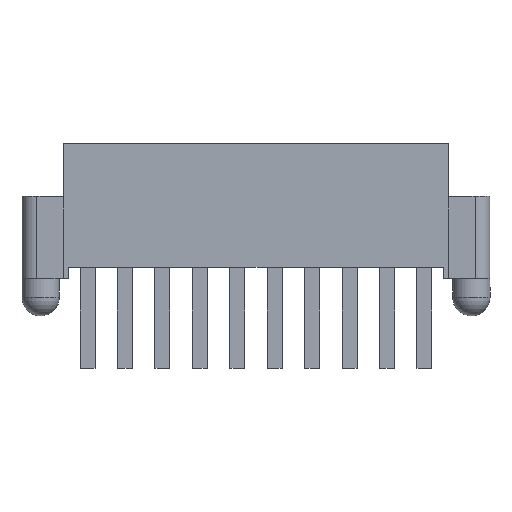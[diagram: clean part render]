
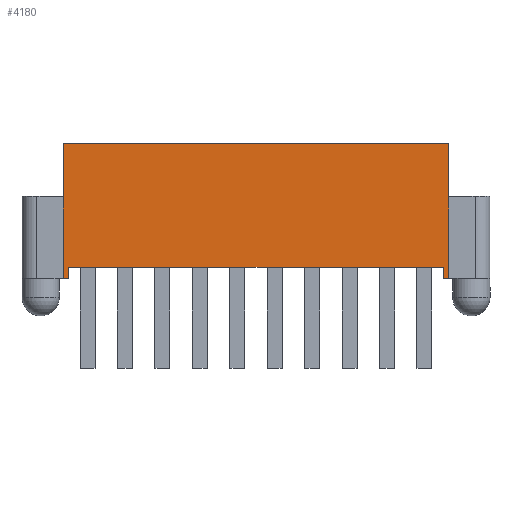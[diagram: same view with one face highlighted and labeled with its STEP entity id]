
A CAD part, top view. The second image highlights one B-rep face of the part: STEP entity #4180.
In plain terms, the highlighted planar face has unit normal (0, 0, 1).
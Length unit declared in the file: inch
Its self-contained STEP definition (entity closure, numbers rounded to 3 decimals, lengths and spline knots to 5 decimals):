
#591=ORIENTED_EDGE('',*,*,#1494,.F.);
#592=ORIENTED_EDGE('',*,*,#1495,.F.);
#593=ORIENTED_EDGE('',*,*,#1496,.F.);
#594=ORIENTED_EDGE('',*,*,#1466,.T.);
#595=ORIENTED_EDGE('',*,*,#1497,.T.);
#596=ORIENTED_EDGE('',*,*,#1498,.F.);
#597=ORIENTED_EDGE('',*,*,#1499,.F.);
#598=ORIENTED_EDGE('',*,*,#1500,.T.);
#1466=EDGE_CURVE('',#1961,#1960,#2427,.T.);
#1494=EDGE_CURVE('',#1985,#1986,#2449,.T.);
#1495=EDGE_CURVE('',#1987,#1985,#2450,.T.);
#1496=EDGE_CURVE('',#1961,#1987,#2451,.T.);
#1497=EDGE_CURVE('',#1960,#1988,#2452,.T.);
#1498=EDGE_CURVE('',#1989,#1988,#2453,.T.);
#1499=EDGE_CURVE('',#1990,#1989,#2454,.T.);
#1500=EDGE_CURVE('',#1990,#1986,#2455,.T.);
#1960=VERTEX_POINT('',#6192);
#1961=VERTEX_POINT('',#6194);
#1985=VERTEX_POINT('',#6251);
#1986=VERTEX_POINT('',#6252);
#1987=VERTEX_POINT('',#6254);
#1988=VERTEX_POINT('',#6257);
#1989=VERTEX_POINT('',#6259);
#1990=VERTEX_POINT('',#6261);
#2427=LINE('',#6193,#2989);
#2449=LINE('',#6250,#3011);
#2450=LINE('',#6253,#3012);
#2451=LINE('',#6255,#3013);
#2452=LINE('',#6256,#3014);
#2453=LINE('',#6258,#3015);
#2454=LINE('',#6260,#3016);
#2455=LINE('',#6262,#3017);
#2989=VECTOR('',#5055,39.37008);
#3011=VECTOR('',#5099,39.37008);
#3012=VECTOR('',#5100,39.37008);
#3013=VECTOR('',#5101,39.37008);
#3014=VECTOR('',#5102,39.37008);
#3015=VECTOR('',#5103,39.37008);
#3016=VECTOR('',#5104,39.37008);
#3017=VECTOR('',#5105,39.37008);
#3420=EDGE_LOOP('',(#591,#592,#593,#594,#595,#596,#597,#598));
#3694=FACE_BOUND('',#3420,.T.);
#3952=PLANE('',#4450);
#4180=ADVANCED_FACE('',(#3694),#3952,.F.);
#4450=AXIS2_PLACEMENT_3D('',#6249,#5097,#5098);
#5055=DIRECTION('',(1.,0.,0.));
#5097=DIRECTION('',(0.,0.,-1.));
#5098=DIRECTION('',(-1.,0.,0.));
#5099=DIRECTION('',(0.,-1.,0.));
#5100=DIRECTION('',(-1.,0.,0.));
#5101=DIRECTION('',(0.,1.,0.));
#5102=DIRECTION('',(0.,1.,0.));
#5103=DIRECTION('',(1.,0.,0.));
#5104=DIRECTION('',(0.,1.,0.));
#5105=DIRECTION('',(1.,0.,0.));
#6192=CARTESIAN_POINT('',(0.2575,0.,0.06));
#6193=CARTESIAN_POINT('',(-0.3125,0.,0.06));
#6194=CARTESIAN_POINT('',(0.25,0.,0.06));
#6249=CARTESIAN_POINT('',(-0.3125,0.18,0.06));
#6250=CARTESIAN_POINT('',(-0.25,0.18,0.06));
#6251=CARTESIAN_POINT('',(-0.25,0.015,0.06));
#6252=CARTESIAN_POINT('',(-0.25,0.,0.06));
#6253=CARTESIAN_POINT('',(-0.3125,0.015,0.06));
#6254=CARTESIAN_POINT('',(0.25,0.015,0.06));
#6255=CARTESIAN_POINT('',(0.25,0.18,0.06));
#6256=CARTESIAN_POINT('',(0.2575,0.,0.06));
#6257=CARTESIAN_POINT('',(0.2575,0.18,0.06));
#6258=CARTESIAN_POINT('',(-0.3125,0.18,0.06));
#6259=CARTESIAN_POINT('',(-0.2575,0.18,0.06));
#6260=CARTESIAN_POINT('',(-0.2575,0.,0.06));
#6261=CARTESIAN_POINT('',(-0.2575,0.,0.06));
#6262=CARTESIAN_POINT('',(-0.3125,0.,0.06));
